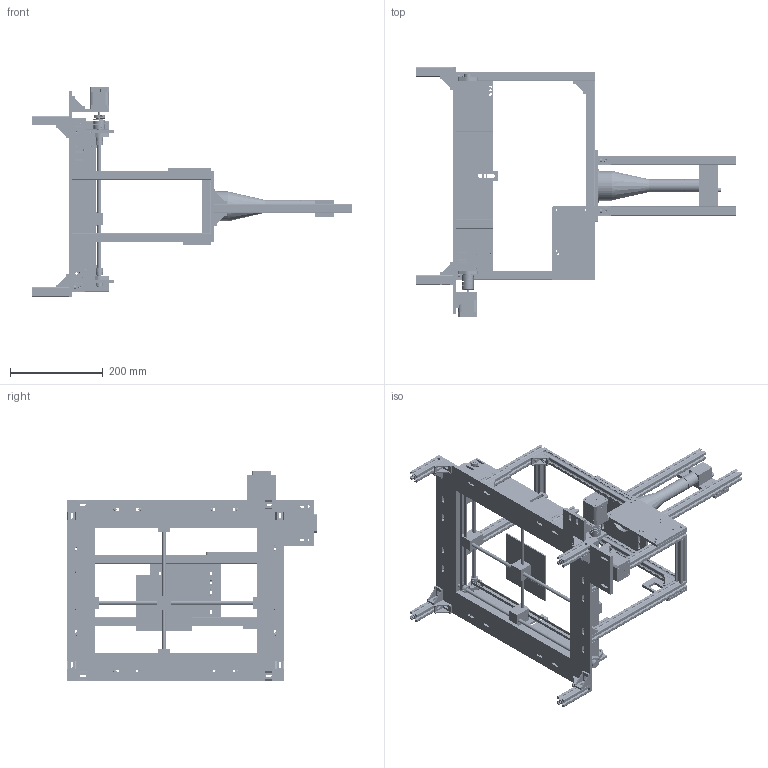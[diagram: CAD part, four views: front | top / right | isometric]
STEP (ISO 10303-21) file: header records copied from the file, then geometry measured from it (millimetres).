
FILE_DESCRIPTION (( 'STEP AP214' ), '1' );
FILE_NAME ('Telesentic Project.STEP', '2025-05-14T14:33:05', ( '' ), ( '' ), 'SwSTEP 2.0', 'SolidWorks 2023', '' );
FILE_SCHEMA (( 'AUTOMOTIVE_DESIGN' ));
Length unit declared in the file: millimetre
Products named in the file (35): 1.Long Shaft; 1.Short Shaft; 314 shaft; Telesentic Project; base; 394 shaft; BEARING_C-BACN698ZZ; beltlong; Motor2 plate; GSACL25-6.35-8_b; belt short; alux430_600mm; High_807mm; 6.Drive Pulley; Belt lock long; alux410_807mm; socket head cap screw_iso_ISO 4762 M5 x 10 - 10N; camera base; Bracket; GSACL25-6_35-8; board; BOLT3-10; C-BACN698ZZ; NEMA17; 2.Plate Width; 2020_profile_L_Clamp; HOUSING_C-BACN698ZZ; Board 2; base xy; tELECamera; Motor1 plate; Collor 8 mm; tELECamera plate; 2.Plate Long; 115_600mm
Assembly tree (116 placements, depth 3):
  Telesentic Project
    1.Long Shaft  x2
    6.Drive Pulley  x8
    2.Plate Width  x2
    C-BACN698ZZ  x8
      HOUSING_C-BACN698ZZ
      BEARING_C-BACN698ZZ
    Collor 8 mm  x6
    belt short  x2
    2.Plate Long  x2
    1.Short Shaft  x2
    beltlong  x2
    base
    Belt lock long  x4
    314 shaft
    394 shaft
    base xy
    alux410_807mm  x8
    alux430_600mm  x6
    High_807mm  x2
    Bracket  x24
      2020_profile_L_Clamp
      socket head cap screw_iso_ISO 4762 M5 x 10 - 10N
    115_600mm  x2
    camera base
    tELECamera
    GSACL25-6_35-8  x2
      GSACL25-6.35-8_b
      BOLT3-10
    NEMA17  x2
    Motor2 plate
    2020_profile_L_Clamp  x12
    Motor1 plate
    tELECamera plate
    board
    Board 2
Bounding box: 694 x 540.15 x 452.15 mm (x, y, z)
Volume: 3185310.1 mm3; surface area: 1720721.4 mm2
Topology: 175 solids, 176 shells, 8529 faces, 22188 edges, 14272 vertices
Faces by surface type: plane 5191, cylinder 2570, cone 404, torus 332, bspline 32
Entity records: 51949 total; most frequent: CARTESIAN_POINT 11374, DIRECTION 8387, ORIENTED_EDGE 8014, EDGE_CURVE 4007, AXIS2_PLACEMENT_3D 2854, VECTOR 2679, LINE 2679, VERTEX_POINT 2640
